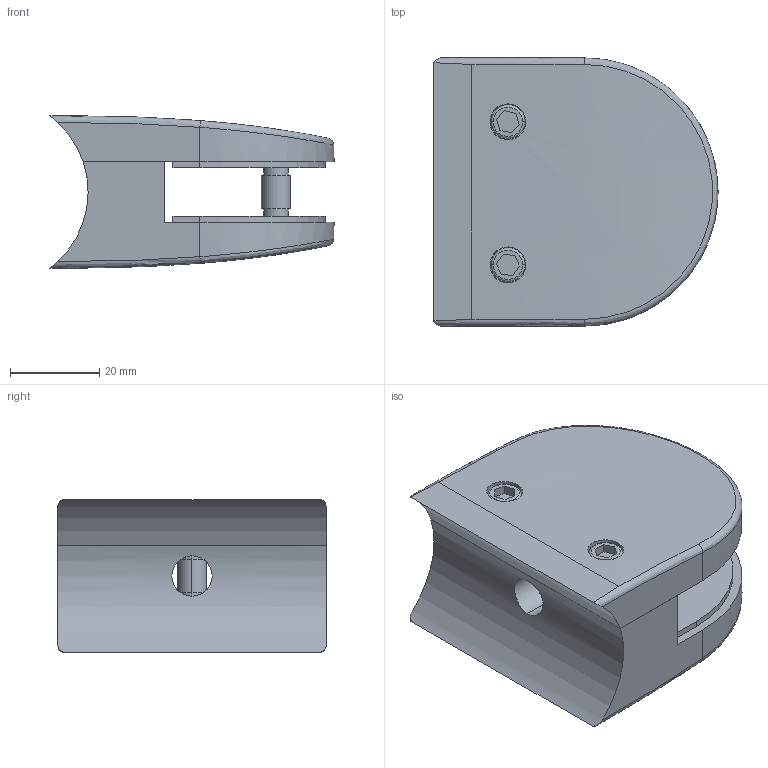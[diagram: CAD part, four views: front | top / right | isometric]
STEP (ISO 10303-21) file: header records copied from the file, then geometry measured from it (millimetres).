
FILE_DESCRIPTION (( 'STEP AP203' ), '1' );
FILE_NAME ('3D_GG4016_42.4x10.76_188756830.STEP', '2024-11-05T07:32:31', ( '' ), ( '' ), 'SwSTEP 2.0', 'SolidWorks 2023', '' );
FILE_SCHEMA (( 'CONFIG_CONTROL_DESIGN' ));
Length unit declared in the file: millimetre
Products named in the file (1): 3D_GG4016_42.4x10.76_188756830
Bounding box: 63.53 x 60 x 34 mm (x, y, z)
Volume: 73639 mm3; surface area: 22052.3 mm2
Topology: 3 solids, 3 shells, 90 faces, 202 edges, 132 vertices
Faces by surface type: plane 44, cylinder 34, bspline 8, torus 4
Entity records: 3711 total; most frequent: CARTESIAN_POINT 1619, DIRECTION 414, ORIENTED_EDGE 404, EDGE_CURVE 202, AXIS2_PLACEMENT_3D 155, VERTEX_POINT 132, EDGE_LOOP 110, VECTOR 104
